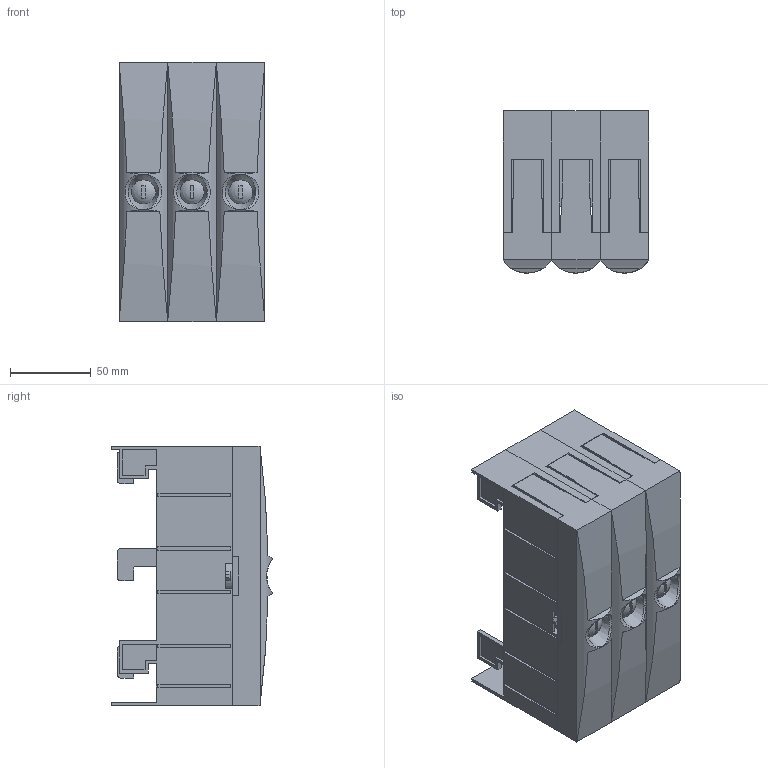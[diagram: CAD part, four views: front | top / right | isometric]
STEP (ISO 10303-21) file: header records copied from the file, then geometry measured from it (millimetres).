
FILE_DESCRIPTION((''),'2;1');
FILE_NAME('ZEI_ART_3DSTP_01370.stp','2013-06-17T11:25:00',('Alois Weiner'),(''),'Autodesk Inventor 2013','Autodesk Inventor 2013','');
FILE_SCHEMA(('AUTOMOTIVE_DESIGN { 1 0 10303 214 1 1 1 1 }'));
Length unit declared in the file: millimetre
Products named in the file (7): 01370000; 77151000; 77152000; 77221000; 30135000; 30796000
Assembly tree (14 placements, depth 3):
  01370000
    77151000  x3
    77152000  x3
    77221000  x3
    30135000  x3
      30135000
      30796000
Bounding box: 90 x 100 x 160 mm (x, y, z)
Volume: 339515.9 mm3; surface area: 260308.8 mm2
Topology: 15 solids, 15 shells, 897 faces, 2475 edges, 1686 vertices
Faces by surface type: plane 813, cylinder 78, cone 3, sphere 3
Full cylindrical faces by diameter (mm): 6.647 x3, 8 x3, 15 x6, 20 x3
Entity records: 9747 total; most frequent: CARTESIAN_POINT 1808, ORIENTED_EDGE 1602, DIRECTION 1498, EDGE_CURVE 801, VECTOR 752, LINE 752, VERTEX_POINT 533, AXIS2_PLACEMENT_3D 373
